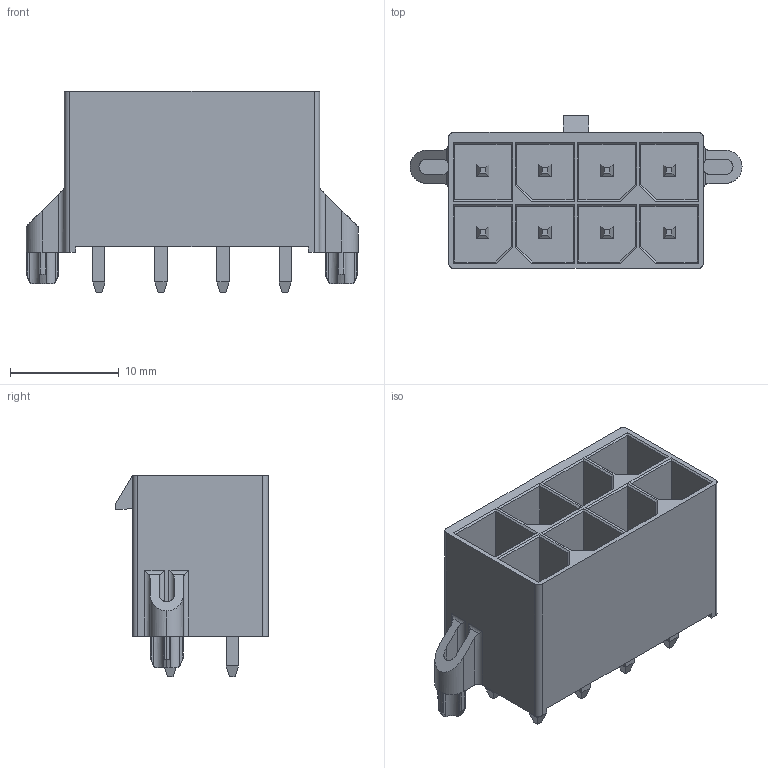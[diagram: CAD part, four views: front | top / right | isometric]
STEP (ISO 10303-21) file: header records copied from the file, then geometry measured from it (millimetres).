
FILE_DESCRIPTION((''),'2;1');
FILE_NAME('2X4_ASM','2017-04-10T',('lengt'),('AFCI'),'CREO PARAMETRIC BY PTC INC, 2016130','CREO PARAMETRIC BY PTC INC, 2016130','');
FILE_SCHEMA(('AUTOMOTIVE_DESIGN { 1 0 10303 214 1 1 1 1 }'));
Length unit declared in the file: millimetre
Products named in the file (6): P1_1_1; P1_1_3; P1_3; P1_4; 2X4_X2_585181A04E3B9AD4_X0_; 2X4_ASM
Assembly tree (9 placements, depth 2):
  2X4_ASM
    P1_1_1
    P1_1_3  x3
    P1_3  x3
    P1_4
    2X4_X2_585181A04E3B9AD4_X0_
Bounding box: 30.49 x 14.03 x 18.53 mm (x, y, z)
Volume: 1836.1 mm3; surface area: 4549.7 mm2
Topology: 9 solids, 9 shells, 565 faces, 1477 edges, 949 vertices
Faces by surface type: plane 435, cylinder 118, cone 12
Entity records: 20628 total; most frequent: CARTESIAN_POINT 3168, ORIENTED_EDGE 2730, DIRECTION 2559, PRESENTATION_STYLE_ASSIGNMENT 1370, STYLED_ITEM 1370, CURVE_STYLE 1365, EDGE_CURVE 1365, VECTOR 1075
